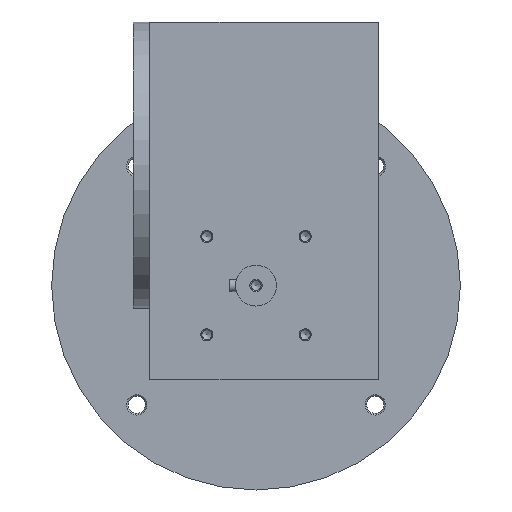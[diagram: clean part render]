
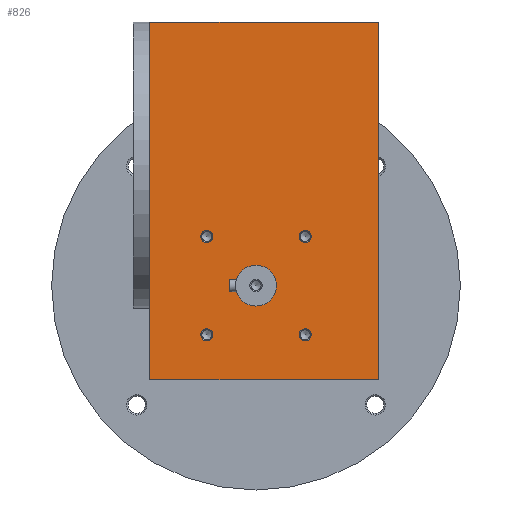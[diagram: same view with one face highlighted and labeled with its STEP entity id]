
A CAD part, left-side view. The second image highlights one B-rep face of the part: STEP entity #826.
In plain terms, the highlighted planar face has unit normal (-1, 0, 0).
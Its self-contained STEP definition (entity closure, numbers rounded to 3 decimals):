
#826 = ADVANCED_FACE( '', ( #1816, #1817, #1818, #1819, #1820, #1821 ), #1822, .F. );
#1816 = FACE_BOUND( '', #2926, .T. );
#1817 = FACE_BOUND( '', #2927, .T. );
#1818 = FACE_BOUND( '', #2928, .T. );
#1819 = FACE_BOUND( '', #2929, .T. );
#1820 = FACE_BOUND( '', #2930, .T. );
#1821 = FACE_OUTER_BOUND( '', #2931, .T. );
#1822 = PLANE( '', #2932 );
#2926 = EDGE_LOOP( '', ( #4974 ) );
#2927 = EDGE_LOOP( '', ( #4975 ) );
#2928 = EDGE_LOOP( '', ( #4976 ) );
#2929 = EDGE_LOOP( '', ( #4977 ) );
#2930 = EDGE_LOOP( '', ( #4978 ) );
#2931 = EDGE_LOOP( '', ( #4979, #4980, #4981, #4982, #4983 ) );
#2932 = AXIS2_PLACEMENT_3D( '', #4984, #4985, #4986 );
#4974 = ORIENTED_EDGE( '', *, *, #6299, .F. );
#4975 = ORIENTED_EDGE( '', *, *, #5631, .F. );
#4976 = ORIENTED_EDGE( '', *, *, #6345, .F. );
#4977 = ORIENTED_EDGE( '', *, *, #5951, .F. );
#4978 = ORIENTED_EDGE( '', *, *, #5941, .T. );
#4979 = ORIENTED_EDGE( '', *, *, #6070, .T. );
#4980 = ORIENTED_EDGE( '', *, *, #6346, .F. );
#4981 = ORIENTED_EDGE( '', *, *, #5611, .F. );
#4982 = ORIENTED_EDGE( '', *, *, #6060, .T. );
#4983 = ORIENTED_EDGE( '', *, *, #5861, .T. );
#4984 = CARTESIAN_POINT( '', ( -70., 56., 87.5 ) );
#4985 = DIRECTION( '', ( 1., 0., 0. ) );
#4986 = DIRECTION( '', ( 0., 0., -1. ) );
#5611 = EDGE_CURVE( '', #6522, #6523, #6524, .T. );
#5631 = EDGE_CURVE( '', #6557, #6557, #6558, .T. );
#5861 = EDGE_CURVE( '', #6951, #6955, #6957, .T. );
#5941 = EDGE_CURVE( '', #7079, #7079, #7080, .T. );
#5951 = EDGE_CURVE( '', #7094, #7094, #7095, .T. );
#6060 = EDGE_CURVE( '', #6522, #6951, #7250, .T. );
#6070 = EDGE_CURVE( '', #6955, #7264, #7265, .T. );
#6299 = EDGE_CURVE( '', #7563, #7563, #7564, .T. );
#6345 = EDGE_CURVE( '', #7618, #7618, #7619, .T. );
#6346 = EDGE_CURVE( '', #6523, #7264, #7620, .T. );
#6522 = VERTEX_POINT( '', #7826 );
#6523 = VERTEX_POINT( '', #7827 );
#6524 = LINE( '', #7828, #7829 );
#6557 = VERTEX_POINT( '', #7877 );
#6558 = CIRCLE( '', #7878, 3. );
#6951 = VERTEX_POINT( '', #8396 );
#6955 = VERTEX_POINT( '', #8401 );
#6957 = LINE( '', #8404, #8405 );
#7079 = VERTEX_POINT( '', #8555 );
#7080 = CIRCLE( '', #8556, 10. );
#7094 = VERTEX_POINT( '', #8575 );
#7095 = CIRCLE( '', #8576, 3. );
#7250 = LINE( '', #8771, #8772 );
#7264 = VERTEX_POINT( '', #8789 );
#7265 = LINE( '', #8790, #8791 );
#7563 = VERTEX_POINT( '', #9230 );
#7564 = CIRCLE( '', #9231, 3. );
#7618 = VERTEX_POINT( '', #9297 );
#7619 = CIRCLE( '', #9298, 3. );
#7620 = LINE( '', #9299, #9300 );
#7826 = CARTESIAN_POINT( '', ( -70., 56., 87.5 ) );
#7827 = CARTESIAN_POINT( '', ( -70., -56., 87.5 ) );
#7828 = CARTESIAN_POINT( '', ( -70., 56., 87.5 ) );
#7829 = VECTOR( '', #9494, 1000. );
#7877 = CARTESIAN_POINT( '', ( -70., 28.042, -62.542 ) );
#7878 = AXIS2_PLACEMENT_3D( '', #9510, #9511, #9512 );
#8396 = CARTESIAN_POINT( '', ( -70., 56., 17.5 ) );
#8401 = CARTESIAN_POINT( '', ( -70., 56., -87.5 ) );
#8404 = CARTESIAN_POINT( '', ( -70., 56., 87.5 ) );
#8405 = VECTOR( '', #9829, 1000. );
#8555 = CARTESIAN_POINT( '', ( -70., 4., -51.5 ) );
#8556 = AXIS2_PLACEMENT_3D( '', #9936, #9937, #9938 );
#8575 = CARTESIAN_POINT( '', ( -70., 28.042, -14.458 ) );
#8576 = AXIS2_PLACEMENT_3D( '', #9947, #9948, #9949 );
#8771 = CARTESIAN_POINT( '', ( -70., 56., 87.5 ) );
#8772 = VECTOR( '', #10080, 1000. );
#8789 = CARTESIAN_POINT( '', ( -70., -56., -87.5 ) );
#8790 = CARTESIAN_POINT( '', ( -70., 56., -87.5 ) );
#8791 = VECTOR( '', #10090, 1000. );
#9230 = CARTESIAN_POINT( '', ( -70., -20.042, -14.458 ) );
#9231 = AXIS2_PLACEMENT_3D( '', #10317, #10318, #10319 );
#9297 = CARTESIAN_POINT( '', ( -70., -20.042, -62.542 ) );
#9298 = AXIS2_PLACEMENT_3D( '', #10362, #10363, #10364 );
#9299 = CARTESIAN_POINT( '', ( -70., -56., 87.5 ) );
#9300 = VECTOR( '', #10365, 1000. );
#9494 = DIRECTION( '', ( 0., -1., 0. ) );
#9510 = CARTESIAN_POINT( '', ( -70., 28.042, -65.542 ) );
#9511 = DIRECTION( '', ( -1., 0., 0. ) );
#9512 = DIRECTION( '', ( 0., 0., 1. ) );
#9829 = DIRECTION( '', ( 0., 0., -1. ) );
#9936 = CARTESIAN_POINT( '', ( -70., 4., -41.5 ) );
#9937 = DIRECTION( '', ( 1., 0., 0. ) );
#9938 = DIRECTION( '', ( 0., 0., -1. ) );
#9947 = CARTESIAN_POINT( '', ( -70., 28.042, -17.458 ) );
#9948 = DIRECTION( '', ( -1., 0., 0. ) );
#9949 = DIRECTION( '', ( 0., 0., 1. ) );
#10080 = DIRECTION( '', ( 0., 0., -1. ) );
#10090 = DIRECTION( '', ( 0., -1., 0. ) );
#10317 = CARTESIAN_POINT( '', ( -70., -20.042, -17.458 ) );
#10318 = DIRECTION( '', ( -1., 0., 0. ) );
#10319 = DIRECTION( '', ( 0., 0., 1. ) );
#10362 = CARTESIAN_POINT( '', ( -70., -20.042, -65.542 ) );
#10363 = DIRECTION( '', ( -1., 0., 0. ) );
#10364 = DIRECTION( '', ( 0., 0., 1. ) );
#10365 = DIRECTION( '', ( 0., 0., -1. ) );
